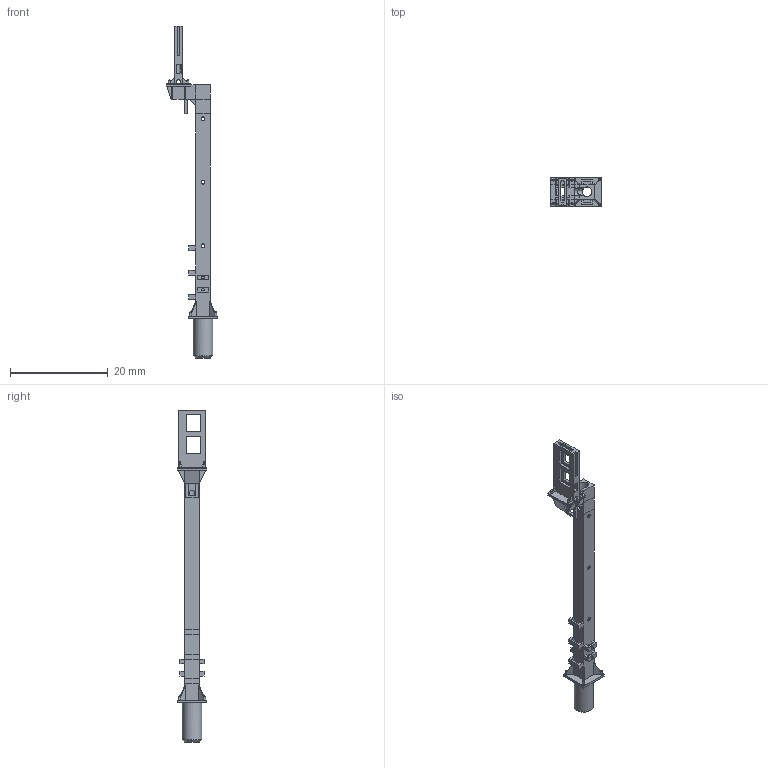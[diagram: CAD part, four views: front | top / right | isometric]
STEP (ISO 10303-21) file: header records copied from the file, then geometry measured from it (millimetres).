
FILE_DESCRIPTION(('FreeCAD Model'),'2;1');
FILE_NAME('Open CASCADE Shape Model','2024-01-27T16:59:17',('FreeCAD'),( 'FreeCAD'),'Open CASCADE STEP processor 7.5','FreeCAD','Unknown');
FILE_SCHEMA(('AUTOMOTIVE_DESIGN { 1 0 10303 214 1 1 1 1 }'));
Length unit declared in the file: millimetre
Products named in the file (1): Open CASCADE STEP translator 7.5 1
Bounding box: 10.5 x 6 x 68 mm (x, y, z)
Volume: 394.4 mm3; surface area: 1754.9 mm2
Topology: 3 solids, 3 shells, 347 faces, 971 edges, 608 vertices
Faces by surface type: plane 308, cylinder 29, sphere 8, cone 1, bspline 1
Full cylindrical faces by diameter (mm): 0.4 x8, 0.5 x4, 0.75 x6, 1.2 x1, 2 x1, 2.5 x1, 4 x1
Entity records: 24888 total; most frequent: CARTESIAN_POINT 5418, DIRECTION 3625, LINE 2614, VECTOR 2614, ORIENTED_EDGE 1926, PCURVE 1926, DEFINITIONAL_REPRESENTATION 1926, EDGE_CURVE 963
